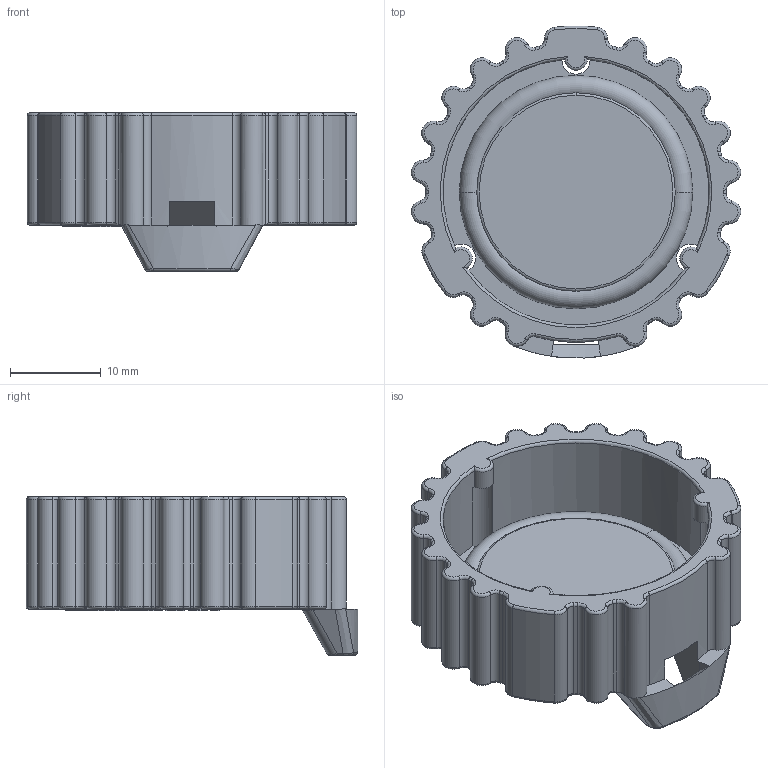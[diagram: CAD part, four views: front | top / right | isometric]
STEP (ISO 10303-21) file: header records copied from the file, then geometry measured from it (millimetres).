
FILE_DESCRIPTION((''),'2;1');
FILE_NAME('PL000003','2019-05-30T',('Administrator'),(''),'PRO/ENGINEER BY PARAMETRIC TECHNOLOGY CORPORATION, 2016360','PRO/ENGINEER BY PARAMETRIC TECHNOLOGY CORPORATION, 2016360','');
FILE_SCHEMA(('CONFIG_CONTROL_DESIGN'));
Length unit declared in the file: millimetre
Products named in the file (1): PL000003
Bounding box: 36.41 x 36.66 x 17.5 mm (x, y, z)
Volume: 5707.9 mm3; surface area: 5512.2 mm2
Topology: 1 solids, 1 shells, 632 faces, 1631 edges, 1023 vertices
Faces by surface type: extrusion 186, torus 170, plane 148, cylinder 119, bspline 8, cone 1
Entity records: 20510 total; most frequent: CARTESIAN_POINT 5460, ORIENTED_EDGE 3262, DIRECTION 2852, EDGE_CURVE 1631, VERTEX_POINT 1023, AXIS2_PLACEMENT_3D 1013, VECTOR 826, EDGE_LOOP 662
